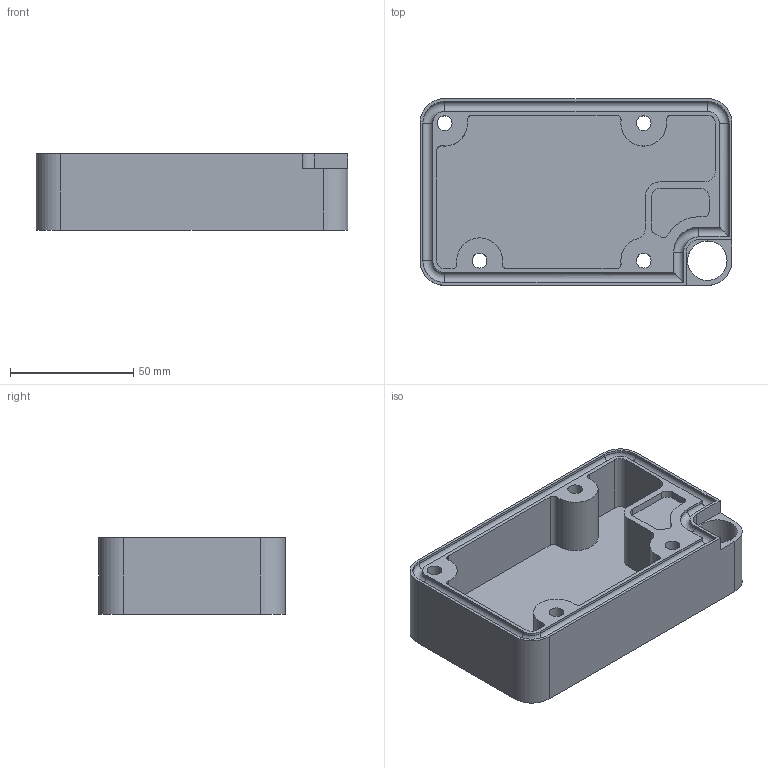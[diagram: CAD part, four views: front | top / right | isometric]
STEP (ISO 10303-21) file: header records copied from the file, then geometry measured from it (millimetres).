
FILE_DESCRIPTION( /* description */ (''), /* implementation_level */ '2;1');
FILE_NAME( /* name */ 'mk2.step', /* time_stamp */ '2022-05-24T10:59:19+10:00', /* author */ (''), /* organization */ (''), /* preprocessor_version */ 'ST-DEVELOPER v18.1', /* originating_system */ 'Autodesk Translation Framework v10.14.0.1471', /* authorisation */ '');
FILE_SCHEMA (('AUTOMOTIVE_DESIGN { 1 0 10303 214 3 1 1 }'));
Length unit declared in the file: millimetre
Products named in the file (1): marketing-0
Bounding box: 126.68 x 75.81 x 31 mm (x, y, z)
Volume: 149813.1 mm3; surface area: 44562.4 mm2
Topology: 1 solids, 1 shells, 88 faces, 231 edges, 148 vertices
Faces by surface type: cylinder 48, plane 36, torus 4
Full cylindrical faces by diameter (mm): 6 x4, 16 x1
Entity records: 2920 total; most frequent: DIRECTION 505, CARTESIAN_POINT 468, ORIENTED_EDGE 462, EDGE_CURVE 231, AXIS2_PLACEMENT_3D 185, VERTEX_POINT 148, LINE 135, VECTOR 135
